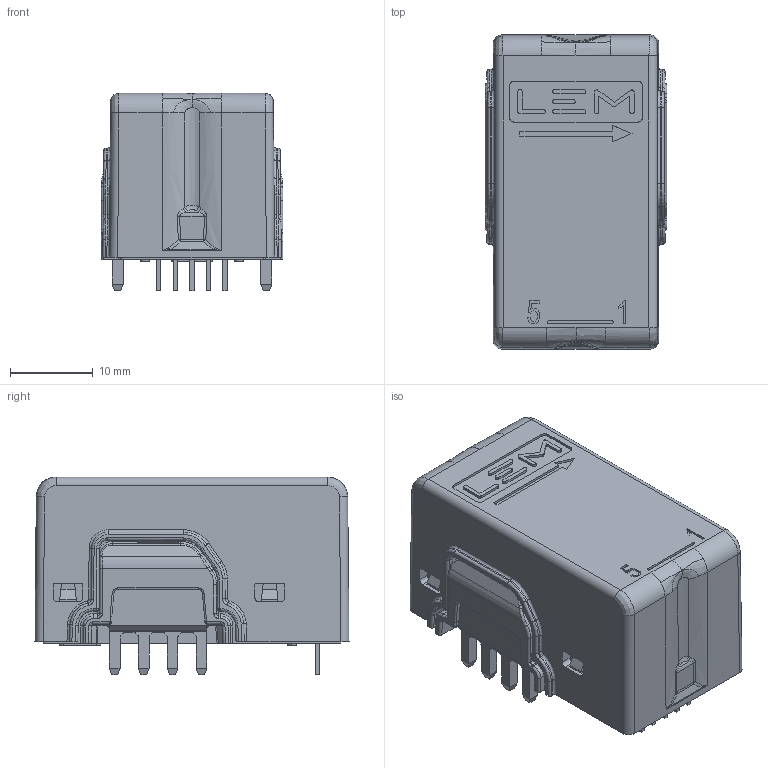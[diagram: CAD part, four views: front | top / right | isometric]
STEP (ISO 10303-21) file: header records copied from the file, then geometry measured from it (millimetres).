
FILE_DESCRIPTION(('Creo Elements/Direct Modeling STEP Export'),'2;1');
FILE_NAME('HOB CAD Model.stp','2021-07-21T16:04:36',(''),(''),'Creo Elements/Direct Modeling STEP processor for AP214 (Solid Model)','Creo Elements/Direct Modeling 20.1 10-Mar-2018 (C) Parametric Technology GmbH','');
FILE_SCHEMA(('AUTOMOTIVE_DESIGN { 1 0 10303 214 1 1 1 1 }'));
Length unit declared in the file: millimetre
Products named in the file (2): 70_BLACKBOX_HOB_20201016.1.1; 70_BLACKBOX_HOB_20201016
Assembly tree (1 placements, depth 2):
  70_BLACKBOX_HOB_20201016
    70_BLACKBOX_HOB_20201016.1.1
Bounding box: 22 x 38 x 23.9 mm (x, y, z)
Volume: 14440 mm3; surface area: 4720.2 mm2
Topology: 1 solids, 1 shells, 931 faces, 2341 edges, 1395 vertices
Faces by surface type: plane 394, cylinder 321, bspline 152, sphere 36, torus 26, cone 2
Entity records: 37185 total; most frequent: CARTESIAN_POINT 15862, ORIENTED_EDGE 4602, DIRECTION 3683, EDGE_CURVE 2301, VERTEX_POINT 1395, VECTOR 1331, LINE 1331, AXIS2_PLACEMENT_3D 1176
